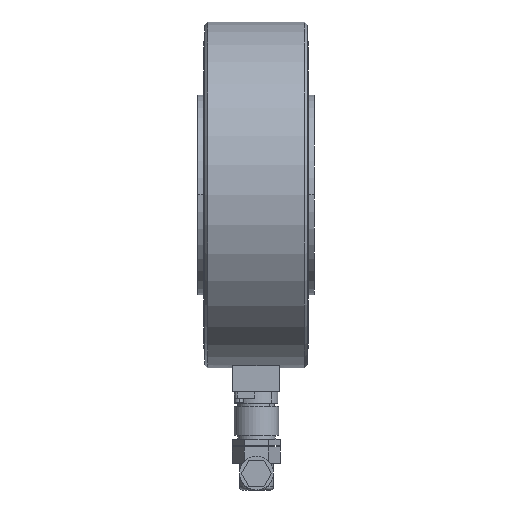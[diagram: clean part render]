
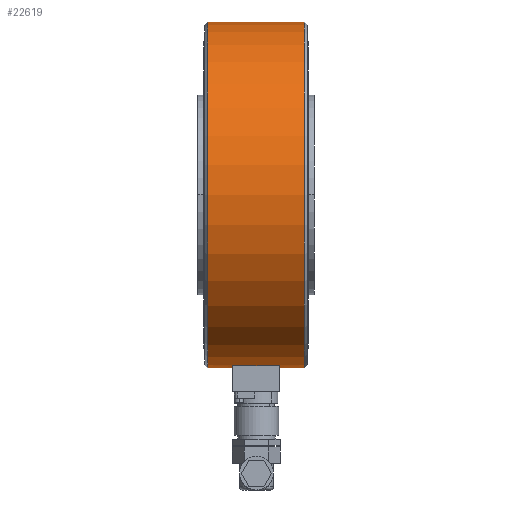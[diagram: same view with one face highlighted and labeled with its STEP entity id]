
A CAD part, left-side view. The second image highlights one B-rep face of the part: STEP entity #22619.
In plain terms, the highlighted cylindrical face has radius 112.5 mm (diameter 225 mm), a partial arc.
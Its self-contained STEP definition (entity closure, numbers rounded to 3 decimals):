
#144 = VECTOR ( 'NONE', #16320, 1000. ) ;
#556 = CARTESIAN_POINT ( 'NONE',  ( 0., 65., 112.5 ) ) ;
#1508 = CARTESIAN_POINT ( 'NONE',  ( 0., 2., 0. ) ) ;
#1536 = LINE ( 'NONE', #18107, #144 ) ;
#1660 = EDGE_CURVE ( 'NONE', #7254, #4463, #5272, .T. ) ;
#1664 = CIRCLE ( 'NONE', #15736, 112.5 ) ;
#1747 = DIRECTION ( 'NONE',  ( 0., -1., 0. ) ) ;
#2002 = CARTESIAN_POINT ( 'NONE',  ( 0., 65., 0. ) ) ;
#2086 = DIRECTION ( 'NONE',  ( 0., -1., 0. ) ) ;
#2186 = VERTEX_POINT ( 'NONE', #556 ) ;
#2332 = DIRECTION ( 'NONE',  ( 0., 1., 0. ) ) ;
#3067 = VERTEX_POINT ( 'NONE', #16906 ) ;
#3069 = VERTEX_POINT ( 'NONE', #8087 ) ;
#3216 = ORIENTED_EDGE ( 'NONE', *, *, #4923, .T. ) ;
#3682 = CARTESIAN_POINT ( 'NONE',  ( 0., 2., -112.5 ) ) ;
#3800 = VERTEX_POINT ( 'NONE', #18824 ) ;
#4114 = DIRECTION ( 'NONE',  ( 0., 0., -1. ) ) ;
#4463 = VERTEX_POINT ( 'NONE', #20206 ) ;
#4923 = EDGE_CURVE ( 'NONE', #3069, #22679, #1536, .T. ) ;
#5272 = LINE ( 'NONE', #18499, #9444 ) ;
#5379 = LINE ( 'NONE', #12560, #20590 ) ;
#5922 = CARTESIAN_POINT ( 'NONE',  ( 0., 48.6, 0. ) ) ;
#6697 = FACE_OUTER_BOUND ( 'NONE', #10457, .T. ) ;
#6957 = DIRECTION ( 'NONE',  ( 0., 1., 0. ) ) ;
#7254 = VERTEX_POINT ( 'NONE', #10764 ) ;
#7506 = ORIENTED_EDGE ( 'NONE', *, *, #14349, .T. ) ;
#7727 = DIRECTION ( 'NONE',  ( 0., 1., 0. ) ) ;
#8087 = CARTESIAN_POINT ( 'NONE',  ( 0., 18.4, -112.5 ) ) ;
#8903 = ORIENTED_EDGE ( 'NONE', *, *, #19596, .F. ) ;
#9173 = CARTESIAN_POINT ( 'NONE',  ( 0., 18.4, 0. ) ) ;
#9370 = DIRECTION ( 'NONE',  ( 0., 0., 1. ) ) ;
#9444 = VECTOR ( 'NONE', #13211, 1000. ) ;
#10036 = AXIS2_PLACEMENT_3D ( 'NONE', #5922, #7727, #21979 ) ;
#10069 = AXIS2_PLACEMENT_3D ( 'NONE', #1508, #6957, #17419 ) ;
#10457 = EDGE_LOOP ( 'NONE', ( #8903, #18024, #12359, #18047, #16586, #14826, #3216, #7506 ) ) ;
#10764 = CARTESIAN_POINT ( 'NONE',  ( -18.31, 48.6, -111. ) ) ;
#11002 = EDGE_CURVE ( 'NONE', #2186, #3067, #1664, .T. ) ;
#12269 = CIRCLE ( 'NONE', #10036, 112.5 ) ;
#12359 = ORIENTED_EDGE ( 'NONE', *, *, #21602, .T. ) ;
#12369 = CARTESIAN_POINT ( 'NONE',  ( 0., 67., 0. ) ) ;
#12560 = CARTESIAN_POINT ( 'NONE',  ( 0., 67., -112.5 ) ) ;
#12842 = VECTOR ( 'NONE', #2086, 1000. ) ;
#13211 = DIRECTION ( 'NONE',  ( 0., -1., 0. ) ) ;
#13867 = CIRCLE ( 'NONE', #10069, 112.5 ) ;
#14345 = DIRECTION ( 'NONE',  ( 0., -1., 0. ) ) ;
#14349 = EDGE_CURVE ( 'NONE', #22679, #3800, #13867, .T. ) ;
#14826 = ORIENTED_EDGE ( 'NONE', *, *, #19049, .F. ) ;
#15736 = AXIS2_PLACEMENT_3D ( 'NONE', #2002, #21691, #9370 ) ;
#15950 = DIRECTION ( 'NONE',  ( 0., 0., -1. ) ) ;
#16320 = DIRECTION ( 'NONE',  ( 0., -1., 0. ) ) ;
#16438 = CARTESIAN_POINT ( 'NONE',  ( 0., 48.6, -112.5 ) ) ;
#16586 = ORIENTED_EDGE ( 'NONE', *, *, #1660, .T. ) ;
#16618 = AXIS2_PLACEMENT_3D ( 'NONE', #12369, #1747, #15950 ) ;
#16906 = CARTESIAN_POINT ( 'NONE',  ( 0., 65., -112.5 ) ) ;
#17077 = VERTEX_POINT ( 'NONE', #16438 ) ;
#17419 = DIRECTION ( 'NONE',  ( 0., 0., 1. ) ) ;
#18024 = ORIENTED_EDGE ( 'NONE', *, *, #11002, .T. ) ;
#18047 = ORIENTED_EDGE ( 'NONE', *, *, #20329, .T. ) ;
#18107 = CARTESIAN_POINT ( 'NONE',  ( 0., 67., -112.5 ) ) ;
#18499 = CARTESIAN_POINT ( 'NONE',  ( -18.31, 67., -111. ) ) ;
#18614 = CYLINDRICAL_SURFACE ( 'NONE', #16618, 112.5 ) ;
#18824 = CARTESIAN_POINT ( 'NONE',  ( 0., 2., 112.5 ) ) ;
#19049 = EDGE_CURVE ( 'NONE', #3069, #4463, #19527, .T. ) ;
#19527 = CIRCLE ( 'NONE', #19932, 112.5 ) ;
#19536 = CARTESIAN_POINT ( 'NONE',  ( 0., 67., 112.5 ) ) ;
#19596 = EDGE_CURVE ( 'NONE', #2186, #3800, #22852, .T. ) ;
#19932 = AXIS2_PLACEMENT_3D ( 'NONE', #9173, #2332, #4114 ) ;
#20206 = CARTESIAN_POINT ( 'NONE',  ( -18.31, 18.4, -111. ) ) ;
#20329 = EDGE_CURVE ( 'NONE', #17077, #7254, #12269, .T. ) ;
#20590 = VECTOR ( 'NONE', #14345, 1000. ) ;
#21602 = EDGE_CURVE ( 'NONE', #3067, #17077, #5379, .T. ) ;
#21691 = DIRECTION ( 'NONE',  ( 0., -1., 0. ) ) ;
#21979 = DIRECTION ( 'NONE',  ( 0., 0., 1. ) ) ;
#22619 = ADVANCED_FACE ( 'NONE', ( #6697 ), #18614, .T. ) ;
#22679 = VERTEX_POINT ( 'NONE', #3682 ) ;
#22852 = LINE ( 'NONE', #19536, #12842 ) ;
